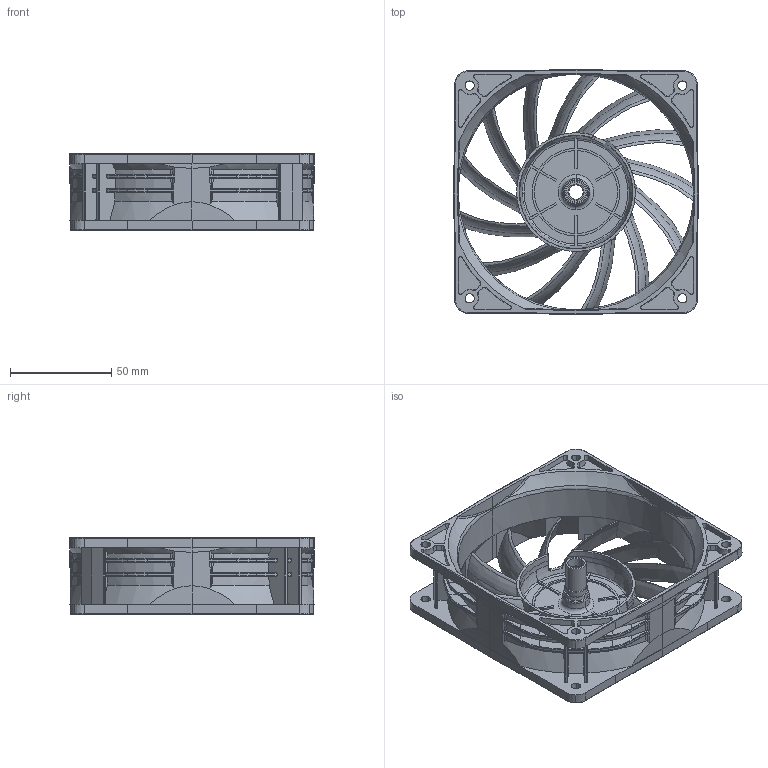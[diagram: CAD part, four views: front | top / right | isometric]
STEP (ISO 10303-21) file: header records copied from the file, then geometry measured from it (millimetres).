
FILE_DESCRIPTION (( 'STEP AP203' ), '1' );
FILE_NAME ('OD1238_VXE_m0_frame.stp', '2023-04-10T15:44:37', ( '' ), ( '' ), 'SwSTEP 2.0', 'SolidWorks 2018', '' );
FILE_SCHEMA (( 'CONFIG_CONTROL_DESIGN' ));
Length unit declared in the file: millimetre
Products named in the file (1): OD1238_VXE_m0_frame
Bounding box: 120.92 x 120.92 x 38 mm (x, y, z)
Volume: 68447.2 mm3; surface area: 77916.4 mm2
Topology: 1 solids, 1 shells, 1167 faces, 3157 edges, 2003 vertices
Faces by surface type: bspline 336, cylinder 278, cone 258, plane 205, torus 90
Entity records: 57455 total; most frequent: CARTESIAN_POINT 32219, ORIENTED_EDGE 6314, DIRECTION 3833, EDGE_CURVE 3157, VERTEX_POINT 2003, AXIS2_PLACEMENT_3D 1589, B_SPLINE_CURVE_WITH_KNOTS 1581, EDGE_LOOP 1226
